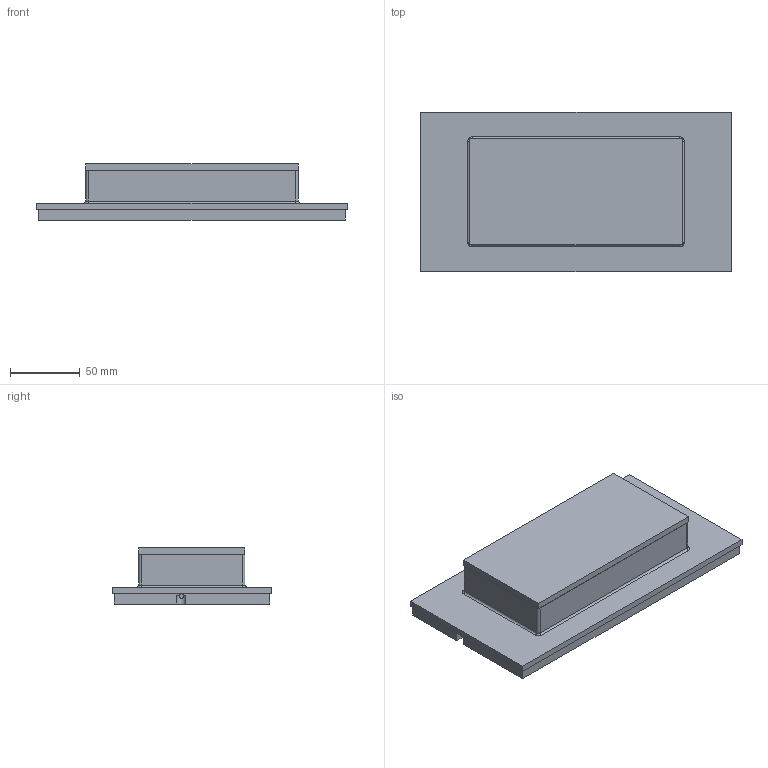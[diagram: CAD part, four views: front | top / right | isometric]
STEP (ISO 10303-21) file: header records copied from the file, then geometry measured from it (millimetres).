
FILE_DESCRIPTION (( 'STEP AP203' ), '1' );
FILE_NAME ('ccp-21.STEP', '2016-06-21T20:19:54', ( '' ), ( '' ), 'SwSTEP 2.0', 'SolidWorks 2016', '' );
FILE_SCHEMA (( 'CONFIG_CONTROL_DESIGN' ));
Length unit declared in the file: inch
Products named in the file (1): ccp-21
Bounding box: 222.25 x 114.3 x 40.26 mm (x, y, z)
Surface area: 86296.9 mm2 (no closed solid volume)
Topology: 0 solids, 7 shells, 123 faces, 402 edges, 278 vertices
Faces by surface type: plane 76, cylinder 35, bspline 12
Entity records: 4658 total; most frequent: CARTESIAN_POINT 1232, DIRECTION 657, ORIENTED_EDGE 654, EDGE_CURVE 402, VERTEX_POINT 278, VECTOR 223, LINE 223, AXIS2_PLACEMENT_3D 217
